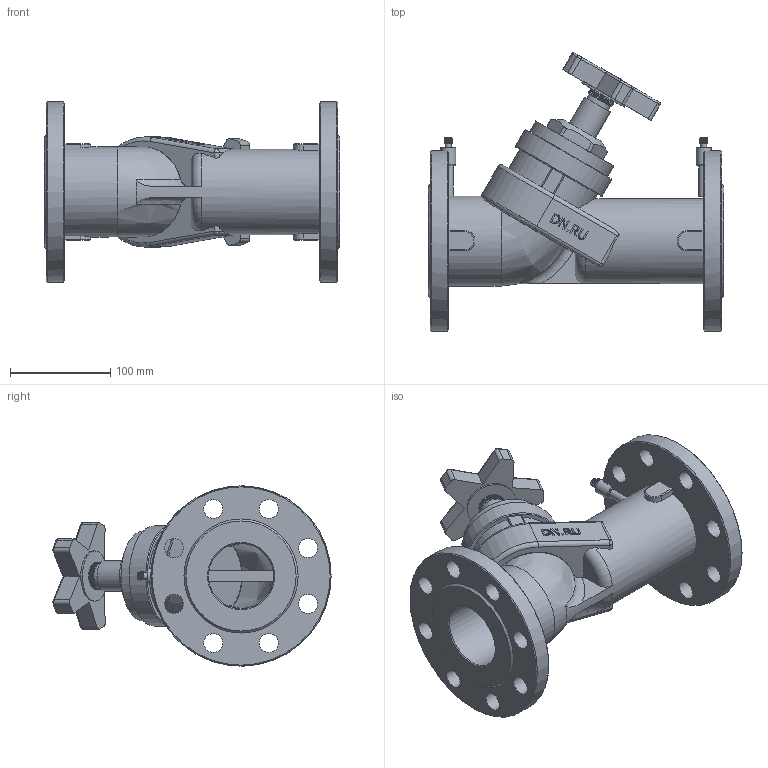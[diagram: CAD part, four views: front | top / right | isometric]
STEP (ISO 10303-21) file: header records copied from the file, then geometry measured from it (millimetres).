
FILE_DESCRIPTION(/* description */ (''),/* implementation_level */ '2;1');
FILE_NAME(/* name */ 'DN65_3D_STEP.stp',/* time_stamp */ '2024-03-03T20:18:04+03:00',/* author */ ('igorr'),/* organization */ (''),/* preprocessor_version */ 'ST-DEVELOPER v19.2',/* originating_system */ 'Autodesk Inventor 2023',/* authorisation */ '');
FILE_SCHEMA (('AUTOMOTIVE_DESIGN { 1 0 10303 214 3 1 1 }'));
Length unit declared in the file: millimetre
Products named in the file (3): Сборка; Деталь1; Деталь2
Assembly tree (2 placements, depth 2):
  Сборка
    Деталь1
    Деталь2
Bounding box: 295 x 277.96 x 180 mm (x, y, z)
Volume: 2420881.7 mm3; surface area: 315269.5 mm2
Topology: 2 solids, 4 shells, 1655 faces, 4162 edges, 2549 vertices
Faces by surface type: plane 1204, cylinder 336, bspline 63, torus 38, cone 12, sphere 2
Full cylindrical faces by diameter (mm): 6 x2, 7.5 x2, 8.348 x2, 15 x2, 19 x16, 25 x1, 27 x2, 30 x1, 50 x1, 65 x2, 80 x1, 85 x1, 90 x2, 100 x1, 180 x2
Entity records: 51858 total; most frequent: CARTESIAN_POINT 10740, ORIENTED_EDGE 8316, DIRECTION 8190, EDGE_CURVE 4158, AXIS2_PLACEMENT_3D 2790, LINE 2610, VECTOR 2610, VERTEX_POINT 2549
